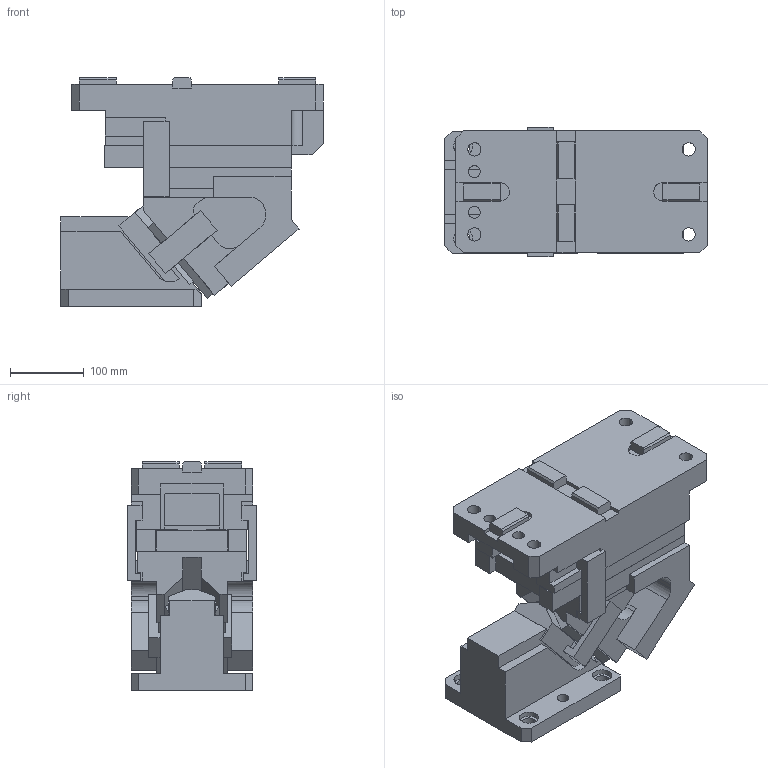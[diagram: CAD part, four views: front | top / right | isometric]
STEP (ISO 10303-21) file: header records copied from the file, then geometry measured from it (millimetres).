
FILE_DESCRIPTION(('CATIA V5 STEP Exchange'),'2;1');
FILE_NAME('CACN_165_50.stp','2015-04-27T09:16:46+00:00',('none'),('none'),'CATIA Version 5 Release 19 SP 2 (IN-10)','CATIA V5 STEP AP203','none');
FILE_SCHEMA(('CONFIG_CONTROL_DESIGN'));
Length unit declared in the file: millimetre
Products named in the file (1): CACN_165_50
Bounding box: 355 x 175 x 309 mm (x, y, z)
Volume: 9204159.5 mm3; surface area: 689919.5 mm2
Topology: 3 solids, 3 shells, 357 faces, 1024 edges, 683 vertices
Faces by surface type: plane 276, cylinder 80, extrusion 1
Entity records: 12616 total; most frequent: CARTESIAN_POINT 3647, ORIENTED_EDGE 2048, DIRECTION 1496, EDGE_CURVE 1024, VECTOR 857, LINE 856, VERTEX_POINT 683, EDGE_LOOP 393
